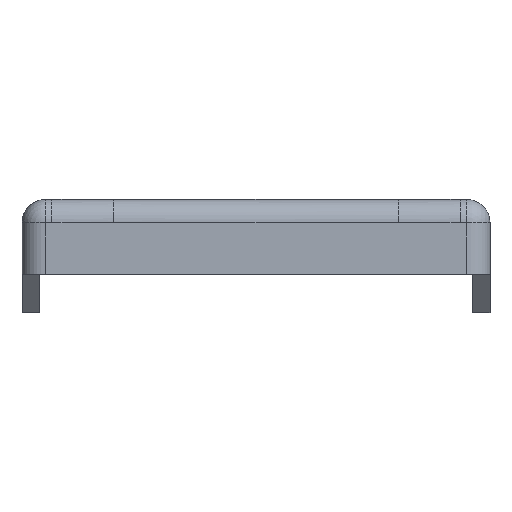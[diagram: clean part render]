
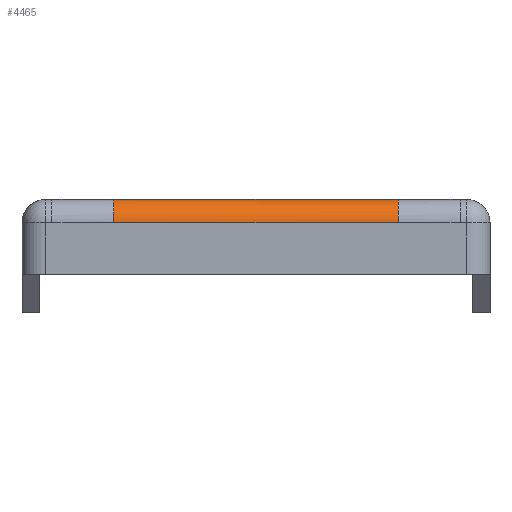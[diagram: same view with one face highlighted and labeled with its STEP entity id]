
A CAD part, front view. The second image highlights one B-rep face of the part: STEP entity #4465.
In plain terms, the highlighted cylindrical face has radius 2 mm (diameter 4 mm), a partial arc.
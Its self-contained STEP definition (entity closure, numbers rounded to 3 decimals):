
#774 = PLANE('',#775);
#775 = AXIS2_PLACEMENT_3D('',#776,#777,#778);
#776 = CARTESIAN_POINT('',(0.,0.,12.));
#777 = DIRECTION('',(0.,0.,1.));
#778 = DIRECTION('',(1.,0.,0.));
#976 = PLANE('',#977);
#977 = AXIS2_PLACEMENT_3D('',#978,#979,#980);
#978 = CARTESIAN_POINT('',(0.,-60.75,-4.25));
#979 = DIRECTION('',(-0.,-1.,-0.));
#980 = DIRECTION('',(0.,0.,-1.));
#2273 = VERTEX_POINT('',#2274);
#2274 = CARTESIAN_POINT('',(-12.15,-58.75,12.));
#2304 = EDGE_CURVE('',#2273,#2305,#2307,.T.);
#2305 = VERTEX_POINT('',#2306);
#2306 = CARTESIAN_POINT('',(12.15,-58.75,12.));
#2307 = SURFACE_CURVE('',#2308,(#2312,#2319),.PCURVE_S1.);
#2308 = LINE('',#2309,#2310);
#2309 = CARTESIAN_POINT('',(-20.,-58.75,12.));
#2310 = VECTOR('',#2311,1.);
#2311 = DIRECTION('',(1.,0.,0.));
#2312 = PCURVE('',#774,#2313);
#2313 = DEFINITIONAL_REPRESENTATION('',(#2314),#2318);
#2314 = LINE('',#2315,#2316);
#2315 = CARTESIAN_POINT('',(-20.,-58.75));
#2316 = VECTOR('',#2317,1.);
#2317 = DIRECTION('',(1.,0.));
#2318 = ( GEOMETRIC_REPRESENTATION_CONTEXT(2) 
PARAMETRIC_REPRESENTATION_CONTEXT() REPRESENTATION_CONTEXT('2D SPACE',''
  ) );
#2319 = PCURVE('',#2320,#2325);
#2320 = CYLINDRICAL_SURFACE('',#2321,2.);
#2321 = AXIS2_PLACEMENT_3D('',#2322,#2323,#2324);
#2322 = CARTESIAN_POINT('',(-20.,-58.75,10.));
#2323 = DIRECTION('',(1.,0.,0.));
#2324 = DIRECTION('',(0.,0.,1.));
#2325 = DEFINITIONAL_REPRESENTATION('',(#2326),#2330);
#2326 = LINE('',#2327,#2328);
#2327 = CARTESIAN_POINT('',(0.,0.));
#2328 = VECTOR('',#2329,1.);
#2329 = DIRECTION('',(0.,1.));
#2330 = ( GEOMETRIC_REPRESENTATION_CONTEXT(2) 
PARAMETRIC_REPRESENTATION_CONTEXT() REPRESENTATION_CONTEXT('2D SPACE',''
  ) );
#2468 = ( BOUNDED_SURFACE() B_SPLINE_SURFACE(2,1,(
    (#2469,#2470)
    ,(#2471,#2472)
    ,(#2473,#2474
)),.UNSPECIFIED.,.F.,.F.,.F.) B_SPLINE_SURFACE_WITH_KNOTS((3,3),(2,2),(
    0.,5.299),(2.55,7.85),
.PIECEWISE_BEZIER_KNOTS.) GEOMETRIC_REPRESENTATION_ITEM() 
RATIONAL_B_SPLINE_SURFACE((
    (1.,1.)
    ,(0.707,0.707)
,(1.,1.))) REPRESENTATION_ITEM('') SURFACE() );
#2469 = CARTESIAN_POINT('',(-17.45,-58.75,12.));
#2470 = CARTESIAN_POINT('',(-12.15,-58.75,12.));
#2471 = CARTESIAN_POINT('',(-17.45,-60.75,12.));
#2472 = CARTESIAN_POINT('',(-12.15,-60.75,12.));
#2473 = CARTESIAN_POINT('',(-17.45,-60.75,10.));
#2474 = CARTESIAN_POINT('',(-12.15,-60.75,10.));
#2649 = VERTEX_POINT('',#2650);
#2650 = CARTESIAN_POINT('',(12.15,-60.75,10.));
#2662 = ( BOUNDED_SURFACE() B_SPLINE_SURFACE(2,1,(
    (#2663,#2664)
    ,(#2665,#2666)
    ,(#2667,#2668
)),.UNSPECIFIED.,.F.,.F.,.F.) B_SPLINE_SURFACE_WITH_KNOTS((3,3),(2,2),(
    0.,5.299),(32.15,37.45),
.PIECEWISE_BEZIER_KNOTS.) GEOMETRIC_REPRESENTATION_ITEM() 
RATIONAL_B_SPLINE_SURFACE((
    (1.,1.)
    ,(0.707,0.707)
,(1.,1.))) REPRESENTATION_ITEM('') SURFACE() );
#2663 = CARTESIAN_POINT('',(12.15,-58.75,12.));
#2664 = CARTESIAN_POINT('',(17.45,-58.75,12.));
#2665 = CARTESIAN_POINT('',(12.15,-60.75,12.));
#2666 = CARTESIAN_POINT('',(17.45,-60.75,12.));
#2667 = CARTESIAN_POINT('',(12.15,-60.75,10.));
#2668 = CARTESIAN_POINT('',(17.45,-60.75,10.));
#2676 = EDGE_CURVE('',#2677,#2649,#2679,.T.);
#2677 = VERTEX_POINT('',#2678);
#2678 = CARTESIAN_POINT('',(-12.15,-60.75,10.));
#2679 = SURFACE_CURVE('',#2680,(#2684,#2691),.PCURVE_S1.);
#2680 = LINE('',#2681,#2682);
#2681 = CARTESIAN_POINT('',(-20.,-60.75,10.));
#2682 = VECTOR('',#2683,1.);
#2683 = DIRECTION('',(1.,0.,0.));
#2684 = PCURVE('',#976,#2685);
#2685 = DEFINITIONAL_REPRESENTATION('',(#2686),#2690);
#2686 = LINE('',#2687,#2688);
#2687 = CARTESIAN_POINT('',(-14.25,-20.));
#2688 = VECTOR('',#2689,1.);
#2689 = DIRECTION('',(0.,1.));
#2690 = ( GEOMETRIC_REPRESENTATION_CONTEXT(2) 
PARAMETRIC_REPRESENTATION_CONTEXT() REPRESENTATION_CONTEXT('2D SPACE',''
  ) );
#2691 = PCURVE('',#2320,#2692);
#2692 = DEFINITIONAL_REPRESENTATION('',(#2693),#2697);
#2693 = LINE('',#2694,#2695);
#2694 = CARTESIAN_POINT('',(1.571,0.));
#2695 = VECTOR('',#2696,1.);
#2696 = DIRECTION('',(0.,1.));
#2697 = ( GEOMETRIC_REPRESENTATION_CONTEXT(2) 
PARAMETRIC_REPRESENTATION_CONTEXT() REPRESENTATION_CONTEXT('2D SPACE',''
  ) );
#4465 = ADVANCED_FACE('',(#4466),#2320,.T.);
#4466 = FACE_BOUND('',#4467,.T.);
#4467 = EDGE_LOOP('',(#4468,#4495,#4496,#4524));
#4468 = ORIENTED_EDGE('',*,*,#4469,.T.);
#4469 = EDGE_CURVE('',#2273,#2677,#4470,.T.);
#4470 = SURFACE_CURVE('',#4471,(#4475,#4489),.PCURVE_S1.);
#4471 = ( BOUNDED_CURVE() B_SPLINE_CURVE(2,(#4472,#4473,#4474),
.UNSPECIFIED.,.F.,.F.) B_SPLINE_CURVE_WITH_KNOTS((3,3),(0.,
5.299),.PIECEWISE_BEZIER_KNOTS.) CURVE() 
GEOMETRIC_REPRESENTATION_ITEM() RATIONAL_B_SPLINE_CURVE((1.,
0.707,1.)) REPRESENTATION_ITEM('') );
#4472 = CARTESIAN_POINT('',(-12.15,-58.75,12.));
#4473 = CARTESIAN_POINT('',(-12.15,-60.75,12.));
#4474 = CARTESIAN_POINT('',(-12.15,-60.75,10.));
#4475 = PCURVE('',#2320,#4476);
#4476 = DEFINITIONAL_REPRESENTATION('',(#4477),#4488);
#4477 = B_SPLINE_CURVE_WITH_KNOTS('',9,(#4478,#4479,#4480,#4481,#4482,
    #4483,#4484,#4485,#4486,#4487),.UNSPECIFIED.,.F.,.F.,(10,10),(0.,
    5.299),.PIECEWISE_BEZIER_KNOTS.);
#4478 = CARTESIAN_POINT('',(0.,7.85));
#4479 = CARTESIAN_POINT('',(0.157,7.85));
#4480 = CARTESIAN_POINT('',(0.326,7.85));
#4481 = CARTESIAN_POINT('',(0.505,7.85));
#4482 = CARTESIAN_POINT('',(0.691,7.85));
#4483 = CARTESIAN_POINT('',(0.88,7.85));
#4484 = CARTESIAN_POINT('',(1.066,7.85));
#4485 = CARTESIAN_POINT('',(1.245,7.85));
#4486 = CARTESIAN_POINT('',(1.414,7.85));
#4487 = CARTESIAN_POINT('',(1.571,7.85));
#4488 = ( GEOMETRIC_REPRESENTATION_CONTEXT(2) 
PARAMETRIC_REPRESENTATION_CONTEXT() REPRESENTATION_CONTEXT('2D SPACE',''
  ) );
#4489 = PCURVE('',#2468,#4490);
#4490 = DEFINITIONAL_REPRESENTATION('',(#4491),#4494);
#4491 = B_SPLINE_CURVE_WITH_KNOTS('',1,(#4492,#4493),.UNSPECIFIED.,.F.,
  .F.,(2,2),(0.,5.299),.PIECEWISE_BEZIER_KNOTS.);
#4492 = CARTESIAN_POINT('',(0.,7.85));
#4493 = CARTESIAN_POINT('',(5.299,7.85));
#4494 = ( GEOMETRIC_REPRESENTATION_CONTEXT(2) 
PARAMETRIC_REPRESENTATION_CONTEXT() REPRESENTATION_CONTEXT('2D SPACE',''
  ) );
#4495 = ORIENTED_EDGE('',*,*,#2676,.T.);
#4496 = ORIENTED_EDGE('',*,*,#4497,.F.);
#4497 = EDGE_CURVE('',#2305,#2649,#4498,.T.);
#4498 = SURFACE_CURVE('',#4499,(#4504,#4510),.PCURVE_S1.);
#4499 = CIRCLE('',#4500,2.);
#4500 = AXIS2_PLACEMENT_3D('',#4501,#4502,#4503);
#4501 = CARTESIAN_POINT('',(12.15,-58.75,10.));
#4502 = DIRECTION('',(1.,0.,-0.));
#4503 = DIRECTION('',(0.,0.,1.));
#4504 = PCURVE('',#2320,#4505);
#4505 = DEFINITIONAL_REPRESENTATION('',(#4506),#4509);
#4506 = B_SPLINE_CURVE_WITH_KNOTS('',1,(#4507,#4508),.UNSPECIFIED.,.F.,
  .F.,(2,2),(0.,1.571),.PIECEWISE_BEZIER_KNOTS.);
#4507 = CARTESIAN_POINT('',(0.,32.15));
#4508 = CARTESIAN_POINT('',(1.571,32.15));
#4509 = ( GEOMETRIC_REPRESENTATION_CONTEXT(2) 
PARAMETRIC_REPRESENTATION_CONTEXT() REPRESENTATION_CONTEXT('2D SPACE',''
  ) );
#4510 = PCURVE('',#2662,#4511);
#4511 = DEFINITIONAL_REPRESENTATION('',(#4512),#4523);
#4512 = B_SPLINE_CURVE_WITH_KNOTS('',9,(#4513,#4514,#4515,#4516,#4517,
    #4518,#4519,#4520,#4521,#4522),.UNSPECIFIED.,.F.,.F.,(10,10),(0.,
    1.571),.PIECEWISE_BEZIER_KNOTS.);
#4513 = CARTESIAN_POINT('',(0.,32.15));
#4514 = CARTESIAN_POINT('',(0.654,32.15));
#4515 = CARTESIAN_POINT('',(1.255,32.15));
#4516 = CARTESIAN_POINT('',(1.824,32.15));
#4517 = CARTESIAN_POINT('',(2.376,32.15));
#4518 = CARTESIAN_POINT('',(2.923,32.15));
#4519 = CARTESIAN_POINT('',(3.475,32.15));
#4520 = CARTESIAN_POINT('',(4.044,32.15));
#4521 = CARTESIAN_POINT('',(4.645,32.15));
#4522 = CARTESIAN_POINT('',(5.299,32.15));
#4523 = ( GEOMETRIC_REPRESENTATION_CONTEXT(2) 
PARAMETRIC_REPRESENTATION_CONTEXT() REPRESENTATION_CONTEXT('2D SPACE',''
  ) );
#4524 = ORIENTED_EDGE('',*,*,#2304,.F.);
